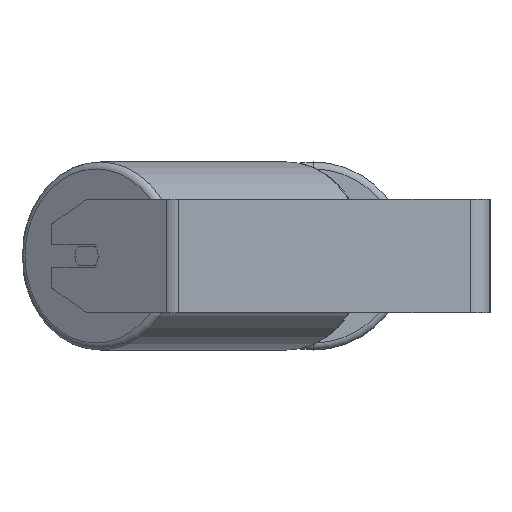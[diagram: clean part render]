
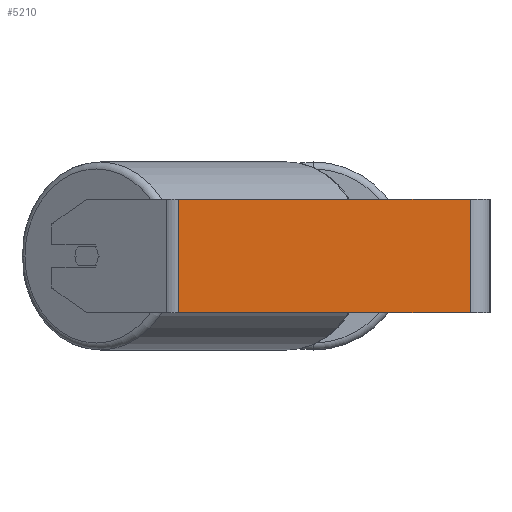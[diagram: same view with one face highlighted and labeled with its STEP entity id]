
A CAD part, left-side view. The second image highlights one B-rep face of the part: STEP entity #5210.
In plain terms, the highlighted planar face has unit normal (-1, 0, 0).
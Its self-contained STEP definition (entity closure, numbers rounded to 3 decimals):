
#520 = AXIS2_PLACEMENT_3D ( 'NONE', #765, #4788, #3416 ) ;
#641 = VECTOR ( 'NONE', #5246, 1000. ) ;
#751 = ORIENTED_EDGE ( 'NONE', *, *, #4561, .F. ) ;
#765 = CARTESIAN_POINT ( 'NONE',  ( -415., 224.79, 40. ) ) ;
#1094 = VERTEX_POINT ( 'NONE', #5443 ) ;
#1159 = EDGE_CURVE ( 'NONE', #5073, #8083, #8303, .T. ) ;
#1198 = FACE_OUTER_BOUND ( 'NONE', #5136, .T. ) ;
#1301 = CARTESIAN_POINT ( 'NONE',  ( -415., 224.79, -40. ) ) ;
#1470 = PLANE ( 'NONE',  #520 ) ;
#2000 = EDGE_CURVE ( 'NONE', #6260, #1094, #4671, .T. ) ;
#2101 = DIRECTION ( 'NONE',  ( 0., 0., -1. ) ) ;
#2298 = CARTESIAN_POINT ( 'NONE',  ( -415., 224.79, 40. ) ) ;
#2421 = ORIENTED_EDGE ( 'NONE', *, *, #1159, .F. ) ;
#2713 = ORIENTED_EDGE ( 'NONE', *, *, #6057, .T. ) ;
#2926 = VECTOR ( 'NONE', #8425, 1000. ) ;
#3416 = DIRECTION ( 'NONE',  ( 0., 0., -1. ) ) ;
#4073 = VECTOR ( 'NONE', #2101, 1000. ) ;
#4115 = CARTESIAN_POINT ( 'NONE',  ( -415., 14., 40. ) ) ;
#4294 = ORIENTED_EDGE ( 'NONE', *, *, #2000, .T. ) ;
#4354 = CARTESIAN_POINT ( 'NONE',  ( -415., 220.376, -40. ) ) ;
#4561 = EDGE_CURVE ( 'NONE', #8083, #1094, #8374, .T. ) ;
#4570 = VECTOR ( 'NONE', #5746, 1000. ) ;
#4671 = LINE ( 'NONE', #1301, #641 ) ;
#4788 = DIRECTION ( 'NONE',  ( 1., 0., 0. ) ) ;
#5073 = VERTEX_POINT ( 'NONE', #8363 ) ;
#5136 = EDGE_LOOP ( 'NONE', ( #4294, #751, #2421, #2713 ) ) ;
#5210 = ADVANCED_FACE ( 'NONE', ( #1198 ), #1470, .F. ) ;
#5246 = DIRECTION ( 'NONE',  ( 0., -1., 0. ) ) ;
#5443 = CARTESIAN_POINT ( 'NONE',  ( -415., 14., -40. ) ) ;
#5503 = CARTESIAN_POINT ( 'NONE',  ( -415., 220.376, 40. ) ) ;
#5746 = DIRECTION ( 'NONE',  ( 0., -1., 0. ) ) ;
#6057 = EDGE_CURVE ( 'NONE', #5073, #6260, #6783, .T. ) ;
#6260 = VERTEX_POINT ( 'NONE', #4354 ) ;
#6783 = LINE ( 'NONE', #5503, #4073 ) ;
#8083 = VERTEX_POINT ( 'NONE', #4115 ) ;
#8303 = LINE ( 'NONE', #2298, #4570 ) ;
#8363 = CARTESIAN_POINT ( 'NONE',  ( -415., 220.376, 40. ) ) ;
#8374 = LINE ( 'NONE', #8475, #2926 ) ;
#8425 = DIRECTION ( 'NONE',  ( 0., 0., -1. ) ) ;
#8475 = CARTESIAN_POINT ( 'NONE',  ( -415., 14., 40. ) ) ;
